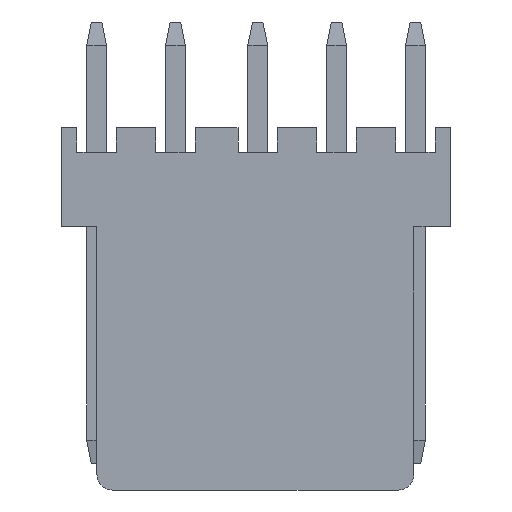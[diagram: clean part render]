
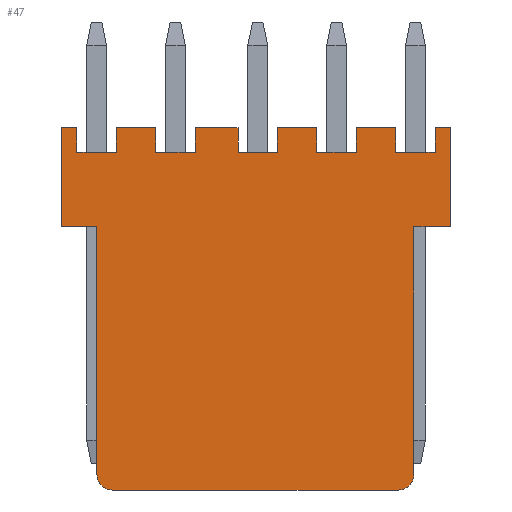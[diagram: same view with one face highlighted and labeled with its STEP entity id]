
A CAD part, front view. The second image highlights one B-rep face of the part: STEP entity #47.
In plain terms, the highlighted planar face has unit normal (0, -1, 0).
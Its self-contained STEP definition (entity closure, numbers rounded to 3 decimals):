
#47=ADVANCED_FACE('',(#174),#175,.F.);
#174=FACE_OUTER_BOUND('',#434,.T.);
#175=PLANE('',#435);
#434=EDGE_LOOP('',(#699,#700,#701,#702,#703,#704,#705,#706,#707,#708,#709,#710,#711,#712,#713,#714,#715,#716,#717,#718,#719,#720,#721,#722,#723,#724,#725,#726,#727,#728));
#435=AXIS2_PLACEMENT_3D('',#729,#730,#731);
#699=ORIENTED_EDGE('',*,*,#1669,.F.);
#700=ORIENTED_EDGE('',*,*,#1670,.F.);
#701=ORIENTED_EDGE('',*,*,#1671,.F.);
#702=ORIENTED_EDGE('',*,*,#1672,.F.);
#703=ORIENTED_EDGE('',*,*,#1673,.F.);
#704=ORIENTED_EDGE('',*,*,#1674,.F.);
#705=ORIENTED_EDGE('',*,*,#1675,.F.);
#706=ORIENTED_EDGE('',*,*,#1676,.T.);
#707=ORIENTED_EDGE('',*,*,#1677,.T.);
#708=ORIENTED_EDGE('',*,*,#1678,.T.);
#709=ORIENTED_EDGE('',*,*,#1679,.T.);
#710=ORIENTED_EDGE('',*,*,#1680,.T.);
#711=ORIENTED_EDGE('',*,*,#1681,.T.);
#712=ORIENTED_EDGE('',*,*,#1682,.T.);
#713=ORIENTED_EDGE('',*,*,#1683,.T.);
#714=ORIENTED_EDGE('',*,*,#1684,.T.);
#715=ORIENTED_EDGE('',*,*,#1685,.T.);
#716=ORIENTED_EDGE('',*,*,#1686,.T.);
#717=ORIENTED_EDGE('',*,*,#1687,.F.);
#718=ORIENTED_EDGE('',*,*,#1688,.T.);
#719=ORIENTED_EDGE('',*,*,#1689,.F.);
#720=ORIENTED_EDGE('',*,*,#1690,.T.);
#721=ORIENTED_EDGE('',*,*,#1691,.F.);
#722=ORIENTED_EDGE('',*,*,#1692,.F.);
#723=ORIENTED_EDGE('',*,*,#1693,.F.);
#724=ORIENTED_EDGE('',*,*,#1694,.F.);
#725=ORIENTED_EDGE('',*,*,#1695,.F.);
#726=ORIENTED_EDGE('',*,*,#1696,.F.);
#727=ORIENTED_EDGE('',*,*,#1697,.F.);
#728=ORIENTED_EDGE('',*,*,#1698,.T.);
#729=CARTESIAN_POINT('',(0.0,0.0,0.0));
#730=DIRECTION('',(-0.0,1.0,0.0));
#731=DIRECTION('',(1.0,0.0,0.0));
#1669=EDGE_CURVE('',#1972,#1973,#1974,.T.);
#1670=EDGE_CURVE('',#1975,#1972,#1976,.T.);
#1671=EDGE_CURVE('',#1977,#1975,#1978,.T.);
#1672=EDGE_CURVE('',#1979,#1977,#1980,.T.);
#1673=EDGE_CURVE('',#1981,#1979,#1982,.T.);
#1674=EDGE_CURVE('',#1983,#1981,#1984,.T.);
#1675=EDGE_CURVE('',#1985,#1983,#1986,.T.);
#1676=EDGE_CURVE('',#1985,#1987,#1988,.T.);
#1677=EDGE_CURVE('',#1987,#1989,#1990,.T.);
#1678=EDGE_CURVE('',#1989,#1991,#1992,.T.);
#1679=EDGE_CURVE('',#1991,#1993,#1994,.T.);
#1680=EDGE_CURVE('',#1993,#1995,#1996,.T.);
#1681=EDGE_CURVE('',#1995,#1997,#1998,.T.);
#1682=EDGE_CURVE('',#1997,#1999,#2000,.T.);
#1683=EDGE_CURVE('',#1999,#2001,#2002,.T.);
#1684=EDGE_CURVE('',#2001,#2003,#2004,.T.);
#1685=EDGE_CURVE('',#2003,#2005,#2006,.T.);
#1686=EDGE_CURVE('',#2005,#2007,#2008,.T.);
#1687=EDGE_CURVE('',#2009,#2007,#2010,.T.);
#1688=EDGE_CURVE('',#2009,#2011,#2012,.T.);
#1689=EDGE_CURVE('',#2013,#2011,#2014,.T.);
#1690=EDGE_CURVE('',#2013,#2015,#2016,.T.);
#1691=EDGE_CURVE('',#2017,#2015,#2018,.T.);
#1692=EDGE_CURVE('',#2019,#2017,#2020,.T.);
#1693=EDGE_CURVE('',#2021,#2019,#2022,.T.);
#1694=EDGE_CURVE('',#2023,#2021,#2024,.T.);
#1695=EDGE_CURVE('',#2025,#2023,#2026,.T.);
#1696=EDGE_CURVE('',#2027,#2025,#2028,.T.);
#1697=EDGE_CURVE('',#2029,#2027,#2030,.T.);
#1698=EDGE_CURVE('',#2029,#1973,#2031,.T.);
#1972=VERTEX_POINT('',#2459);
#1973=VERTEX_POINT('',#2460);
#1974=LINE('',#2461,#2462);
#1975=VERTEX_POINT('',#2463);
#1976=LINE('',#2464,#2465);
#1977=VERTEX_POINT('',#2466);
#1978=LINE('',#2467,#2468);
#1979=VERTEX_POINT('',#2469);
#1980=LINE('',#2470,#2471);
#1981=VERTEX_POINT('',#2472);
#1982=LINE('',#2473,#2474);
#1983=VERTEX_POINT('',#2475);
#1984=LINE('',#2476,#2477);
#1985=VERTEX_POINT('',#2478);
#1986=LINE('',#2479,#2480);
#1987=VERTEX_POINT('',#2481);
#1988=LINE('',#2482,#2483);
#1989=VERTEX_POINT('',#2484);
#1990=LINE('',#2485,#2486);
#1991=VERTEX_POINT('',#2487);
#1992=LINE('',#2488,#2489);
#1993=VERTEX_POINT('',#2490);
#1994=LINE('',#2491,#2492);
#1995=VERTEX_POINT('',#2493);
#1996=LINE('',#2494,#2495);
#1997=VERTEX_POINT('',#2496);
#1998=LINE('',#2497,#2498);
#1999=VERTEX_POINT('',#2499);
#2000=LINE('',#2500,#2501);
#2001=VERTEX_POINT('',#2502);
#2002=LINE('',#2503,#2504);
#2003=VERTEX_POINT('',#2505);
#2004=LINE('',#2506,#2507);
#2005=VERTEX_POINT('',#2508);
#2006=LINE('',#2509,#2510);
#2007=VERTEX_POINT('',#2511);
#2008=LINE('',#2512,#2513);
#2009=VERTEX_POINT('',#2514);
#2010=LINE('',#2515,#2516);
#2011=VERTEX_POINT('',#2517);
#2012=CIRCLE('',#2518,0.5);
#2013=VERTEX_POINT('',#2519);
#2014=LINE('',#2520,#2521);
#2015=VERTEX_POINT('',#2522);
#2016=CIRCLE('',#2523,0.5);
#2017=VERTEX_POINT('',#2524);
#2018=LINE('',#2525,#2526);
#2019=VERTEX_POINT('',#2527);
#2020=LINE('',#2528,#2529);
#2021=VERTEX_POINT('',#2530);
#2022=LINE('',#2531,#2532);
#2023=VERTEX_POINT('',#2533);
#2024=LINE('',#2534,#2535);
#2025=VERTEX_POINT('',#2536);
#2026=LINE('',#2537,#2538);
#2027=VERTEX_POINT('',#2539);
#2028=LINE('',#2540,#2541);
#2029=VERTEX_POINT('',#2542);
#2030=LINE('',#2543,#2544);
#2031=LINE('',#2545,#2546);
#2459=CARTESIAN_POINT('',(4.5,0.0,2.4));
#2460=CARTESIAN_POINT('',(4.5,0.0,3.2));
#2461=CARTESIAN_POINT('',(4.5,0.0,2.4));
#2462=VECTOR('',#3233,0.8);
#2463=CARTESIAN_POINT('',(3.23,0.0,2.4));
#2464=CARTESIAN_POINT('',(3.23,0.0,2.4));
#2465=VECTOR('',#3234,1.27);
#2466=CARTESIAN_POINT('',(3.23,0.0,3.2));
#2467=CARTESIAN_POINT('',(3.23,0.0,3.2));
#2468=VECTOR('',#3235,0.8);
#2469=CARTESIAN_POINT('',(1.96,0.0,3.2));
#2470=CARTESIAN_POINT('',(1.96,0.0,3.2));
#2471=VECTOR('',#3236,1.27);
#2472=CARTESIAN_POINT('',(1.96,0.0,2.4));
#2473=CARTESIAN_POINT('',(1.96,0.0,2.4));
#2474=VECTOR('',#3237,0.8);
#2475=CARTESIAN_POINT('',(0.69,0.0,2.4));
#2476=CARTESIAN_POINT('',(0.69,0.0,2.4));
#2477=VECTOR('',#3238,1.27);
#2478=CARTESIAN_POINT('',(0.69,0.0,3.2));
#2479=CARTESIAN_POINT('',(0.69,0.0,3.2));
#2480=VECTOR('',#3239,0.8);
#2481=CARTESIAN_POINT('',(-0.69,0.0,3.2));
#2482=CARTESIAN_POINT('',(0.69,0.0,3.2));
#2483=VECTOR('',#3240,1.38);
#2484=CARTESIAN_POINT('',(-0.69,0.0,2.4));
#2485=CARTESIAN_POINT('',(-0.69,0.0,3.2));
#2486=VECTOR('',#3241,0.8);
#2487=CARTESIAN_POINT('',(-1.96,0.0,2.4));
#2488=CARTESIAN_POINT('',(-0.69,0.0,2.4));
#2489=VECTOR('',#3242,1.27);
#2490=CARTESIAN_POINT('',(-1.96,0.0,3.2));
#2491=CARTESIAN_POINT('',(-1.96,0.0,2.4));
#2492=VECTOR('',#3243,0.8);
#2493=CARTESIAN_POINT('',(-3.23,0.0,3.2));
#2494=CARTESIAN_POINT('',(-1.96,0.0,3.2));
#2495=VECTOR('',#3244,1.27);
#2496=CARTESIAN_POINT('',(-3.23,0.0,2.4));
#2497=CARTESIAN_POINT('',(-3.23,0.0,3.2));
#2498=VECTOR('',#3245,0.8);
#2499=CARTESIAN_POINT('',(-4.5,0.0,2.4));
#2500=CARTESIAN_POINT('',(-3.23,0.0,2.4));
#2501=VECTOR('',#3246,1.27);
#2502=CARTESIAN_POINT('',(-4.5,0.0,3.2));
#2503=CARTESIAN_POINT('',(-4.5,0.0,2.4));
#2504=VECTOR('',#3247,0.8);
#2505=CARTESIAN_POINT('',(-5.0,0.0,3.2));
#2506=CARTESIAN_POINT('',(-4.5,0.0,3.2));
#2507=VECTOR('',#3248,0.5);
#2508=CARTESIAN_POINT('',(-5.0,0.0,0.0));
#2509=CARTESIAN_POINT('',(-5.0,0.0,3.2));
#2510=VECTOR('',#3249,3.2);
#2511=CARTESIAN_POINT('',(-3.855,0.0,0.0));
#2512=CARTESIAN_POINT('',(-5.0,0.0,0.0));
#2513=VECTOR('',#3250,1.145);
#2514=CARTESIAN_POINT('',(-3.855,0.0,-7.98));
#2515=CARTESIAN_POINT('',(-3.855,0.0,-7.98));
#2516=VECTOR('',#3251,7.98);
#2517=CARTESIAN_POINT('',(-3.355,0.0,-8.48));
#2518=AXIS2_PLACEMENT_3D('',#3252,#3253,#3254);
#2519=CARTESIAN_POINT('',(5.855,0.0,-8.48));
#2520=CARTESIAN_POINT('',(5.855,0.0,-8.48));
#2521=VECTOR('',#3255,9.21);
#2522=CARTESIAN_POINT('',(6.355,0.0,-7.98));
#2523=AXIS2_PLACEMENT_3D('',#3256,#3257,#3258);
#2524=CARTESIAN_POINT('',(6.355,0.0,0.0));
#2525=CARTESIAN_POINT('',(6.355,0.0,0.0));
#2526=VECTOR('',#3259,7.98);
#2527=CARTESIAN_POINT('',(7.54,0.0,0.0));
#2528=CARTESIAN_POINT('',(7.54,0.0,0.0));
#2529=VECTOR('',#3260,1.185);
#2530=CARTESIAN_POINT('',(7.54,0.0,3.2));
#2531=CARTESIAN_POINT('',(7.54,0.0,3.2));
#2532=VECTOR('',#3261,3.2);
#2533=CARTESIAN_POINT('',(7.04,0.0,3.2));
#2534=CARTESIAN_POINT('',(7.04,0.0,3.2));
#2535=VECTOR('',#3262,0.5);
#2536=CARTESIAN_POINT('',(7.04,0.0,2.4));
#2537=CARTESIAN_POINT('',(7.04,0.0,2.4));
#2538=VECTOR('',#3263,0.8);
#2539=CARTESIAN_POINT('',(5.77,0.0,2.4));
#2540=CARTESIAN_POINT('',(5.77,0.0,2.4));
#2541=VECTOR('',#3264,1.27);
#2542=CARTESIAN_POINT('',(5.77,0.0,3.2));
#2543=CARTESIAN_POINT('',(5.77,0.0,3.2));
#2544=VECTOR('',#3265,0.8);
#2545=CARTESIAN_POINT('',(5.77,0.0,3.2));
#2546=VECTOR('',#3266,1.27);
#3233=DIRECTION('',(0.0,0.0,1.0));
#3234=DIRECTION('',(1.0,0.0,0.0));
#3235=DIRECTION('',(0.0,0.0,-1.0));
#3236=DIRECTION('',(1.0,0.0,0.0));
#3237=DIRECTION('',(0.0,0.0,1.0));
#3238=DIRECTION('',(1.0,0.0,0.0));
#3239=DIRECTION('',(0.0,0.0,-1.0));
#3240=DIRECTION('',(-1.0,0.0,0.0));
#3241=DIRECTION('',(0.0,0.0,-1.0));
#3242=DIRECTION('',(-1.0,0.0,0.0));
#3243=DIRECTION('',(0.0,0.0,1.0));
#3244=DIRECTION('',(-1.0,0.0,0.0));
#3245=DIRECTION('',(0.0,0.0,-1.0));
#3246=DIRECTION('',(-1.0,0.0,0.0));
#3247=DIRECTION('',(0.0,0.0,1.0));
#3248=DIRECTION('',(-1.0,0.0,0.0));
#3249=DIRECTION('',(0.0,0.0,-1.0));
#3250=DIRECTION('',(1.0,0.0,0.0));
#3251=DIRECTION('',(0.0,0.0,1.0));
#3252=CARTESIAN_POINT('',(-3.355,0.0,-7.98));
#3253=DIRECTION('',(0.0,-1.0,0.0));
#3254=DIRECTION('',(-1.0,0.0,0.0));
#3255=DIRECTION('',(-1.0,0.0,0.0));
#3256=CARTESIAN_POINT('',(5.855,0.0,-7.98));
#3257=DIRECTION('',(0.0,-1.0,0.0));
#3258=DIRECTION('',(0.0,0.0,-1.0));
#3259=DIRECTION('',(0.0,0.0,-1.0));
#3260=DIRECTION('',(-1.0,0.0,0.0));
#3261=DIRECTION('',(0.0,0.0,-1.0));
#3262=DIRECTION('',(1.0,0.0,0.0));
#3263=DIRECTION('',(0.0,0.0,1.0));
#3264=DIRECTION('',(1.0,0.0,0.0));
#3265=DIRECTION('',(0.0,0.0,-1.0));
#3266=DIRECTION('',(-1.0,0.0,0.0));
